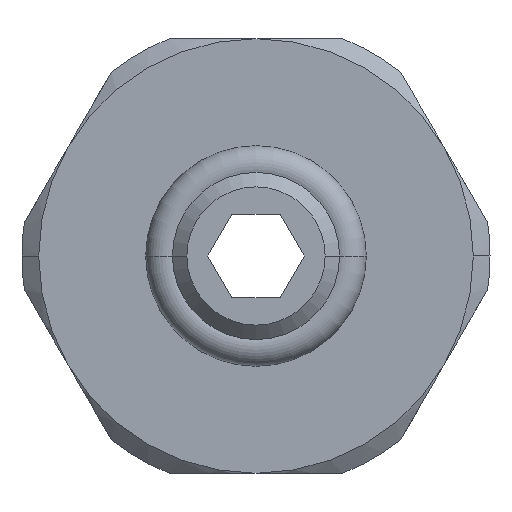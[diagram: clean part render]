
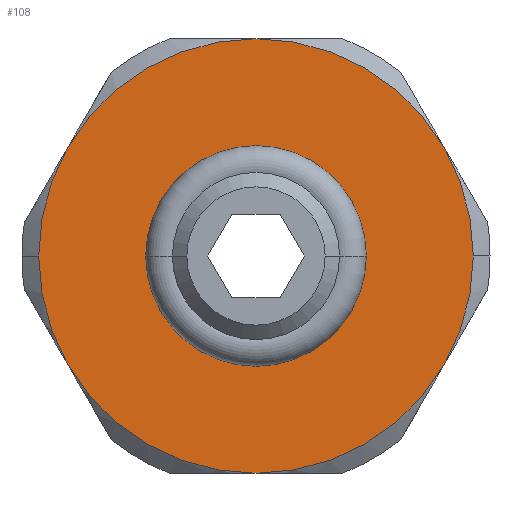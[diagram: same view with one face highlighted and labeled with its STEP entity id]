
A CAD part, front view. The second image highlights one B-rep face of the part: STEP entity #108.
In plain terms, the highlighted planar face has unit normal (0, -1, 0).
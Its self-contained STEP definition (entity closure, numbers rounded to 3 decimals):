
#108=ADVANCED_FACE('',(#251,#252),#253,.F.);
#251=FACE_BOUND('',#411,.T.);
#252=FACE_OUTER_BOUND('',#412,.T.);
#253=PLANE('',#413);
#411=EDGE_LOOP('',(#917,#918,#919));
#412=EDGE_LOOP('',(#920,#921,#922,#923,#924,#925,#926,#927));
#413=AXIS2_PLACEMENT_3D('',#928,#929,#930);
#917=ORIENTED_EDGE('',*,*,#1118,.T.);
#918=ORIENTED_EDGE('',*,*,#1117,.T.);
#919=ORIENTED_EDGE('',*,*,#1119,.T.);
#920=ORIENTED_EDGE('',*,*,#1185,.F.);
#921=ORIENTED_EDGE('',*,*,#1182,.F.);
#922=ORIENTED_EDGE('',*,*,#1179,.F.);
#923=ORIENTED_EDGE('',*,*,#1092,.F.);
#924=ORIENTED_EDGE('',*,*,#1177,.F.);
#925=ORIENTED_EDGE('',*,*,#1193,.F.);
#926=ORIENTED_EDGE('',*,*,#1086,.F.);
#927=ORIENTED_EDGE('',*,*,#1188,.F.);
#928=CARTESIAN_POINT('',(0.,0.0,0.));
#929=DIRECTION('',(0.0,1.0,0.0));
#930=DIRECTION('',(0.0,0.0,1.0));
#1086=EDGE_CURVE('',#1311,#1314,#1315,.T.);
#1092=EDGE_CURVE('',#1324,#1320,#1326,.T.);
#1117=EDGE_CURVE('',#1363,#1367,#1369,.T.);
#1118=EDGE_CURVE('',#1370,#1363,#1371,.T.);
#1119=EDGE_CURVE('',#1367,#1370,#1372,.T.);
#1177=EDGE_CURVE('',#1466,#1324,#1468,.T.);
#1179=EDGE_CURVE('',#1320,#1470,#1471,.T.);
#1182=EDGE_CURVE('',#1470,#1474,#1475,.T.);
#1185=EDGE_CURVE('',#1474,#1478,#1479,.T.);
#1188=EDGE_CURVE('',#1478,#1311,#1482,.T.);
#1193=EDGE_CURVE('',#1314,#1466,#1487,.T.);
#1311=VERTEX_POINT('',#1643);
#1314=VERTEX_POINT('',#1647);
#1315=CIRCLE('',#1648,6.5);
#1320=VERTEX_POINT('',#1664);
#1324=VERTEX_POINT('',#1669);
#1326=CIRCLE('',#1682,6.5);
#1363=VERTEX_POINT('',#1733);
#1367=VERTEX_POINT('',#1737);
#1369=CIRCLE('',#1739,3.3);
#1370=VERTEX_POINT('',#1740);
#1371=CIRCLE('',#1741,3.3);
#1372=CIRCLE('',#1742,3.3);
#1466=VERTEX_POINT('',#1864);
#1468=CIRCLE('',#1877,6.5);
#1470=VERTEX_POINT('',#1890);
#1471=CIRCLE('',#1891,6.5);
#1474=VERTEX_POINT('',#1916);
#1475=CIRCLE('',#1917,6.5);
#1478=VERTEX_POINT('',#1942);
#1479=CIRCLE('',#1943,6.5);
#1482=CIRCLE('',#1968,6.5);
#1487=CIRCLE('',#2017,6.5);
#1643=CARTESIAN_POINT('',(6.5,0.0,0.));
#1647=CARTESIAN_POINT('',(5.629,0.0,-3.25));
#1648=AXIS2_PLACEMENT_3D('',#2245,#2246,#2247);
#1664=CARTESIAN_POINT('',(-6.5,0.0,0.));
#1669=CARTESIAN_POINT('',(-5.629,0.0,-3.25));
#1682=AXIS2_PLACEMENT_3D('',#2255,#2256,#2257);
#1733=CARTESIAN_POINT('',(3.3,0.0,0.));
#1737=CARTESIAN_POINT('',(-3.3,0.0,0.));
#1739=AXIS2_PLACEMENT_3D('',#2302,#2303,#2304);
#1740=CARTESIAN_POINT('',(0.,0.0,3.3));
#1741=AXIS2_PLACEMENT_3D('',#2305,#2306,#2307);
#1742=AXIS2_PLACEMENT_3D('',#2308,#2309,#2310);
#1864=CARTESIAN_POINT('',(0.0,0.0,-6.5));
#1877=AXIS2_PLACEMENT_3D('',#2423,#2424,#2425);
#1890=CARTESIAN_POINT('',(-5.629,0.0,3.25));
#1891=AXIS2_PLACEMENT_3D('',#2426,#2427,#2428);
#1916=CARTESIAN_POINT('',(0.,0.0,6.5));
#1917=AXIS2_PLACEMENT_3D('',#2429,#2430,#2431);
#1942=CARTESIAN_POINT('',(5.629,0.0,3.25));
#1943=AXIS2_PLACEMENT_3D('',#2432,#2433,#2434);
#1968=AXIS2_PLACEMENT_3D('',#2435,#2436,#2437);
#2017=AXIS2_PLACEMENT_3D('',#2438,#2439,#2440);
#2245=CARTESIAN_POINT('',(0.0,0.0,0.0));
#2246=DIRECTION('',(-0.0,1.0,0.0));
#2247=DIRECTION('',(1.0,0.0,0.0));
#2255=CARTESIAN_POINT('',(0.0,0.0,0.0));
#2256=DIRECTION('',(-0.0,1.0,0.0));
#2257=DIRECTION('',(1.0,0.0,0.0));
#2302=CARTESIAN_POINT('',(0.0,0.0,0.0));
#2303=DIRECTION('',(0.0,1.0,0.0));
#2304=DIRECTION('',(0.0,0.0,-1.0));
#2305=CARTESIAN_POINT('',(0.0,0.0,0.0));
#2306=DIRECTION('',(0.0,1.0,0.0));
#2307=DIRECTION('',(0.0,0.0,-1.0));
#2308=CARTESIAN_POINT('',(0.0,0.0,0.0));
#2309=DIRECTION('',(0.0,1.0,0.0));
#2310=DIRECTION('',(0.0,0.0,-1.0));
#2423=CARTESIAN_POINT('',(0.0,0.0,0.0));
#2424=DIRECTION('',(-0.0,1.0,0.0));
#2425=DIRECTION('',(1.0,0.0,0.0));
#2426=CARTESIAN_POINT('',(0.0,0.0,0.0));
#2427=DIRECTION('',(-0.0,1.0,0.0));
#2428=DIRECTION('',(1.0,0.0,0.0));
#2429=CARTESIAN_POINT('',(0.0,0.0,0.0));
#2430=DIRECTION('',(-0.0,1.0,0.0));
#2431=DIRECTION('',(1.0,0.0,0.0));
#2432=CARTESIAN_POINT('',(0.0,0.0,0.0));
#2433=DIRECTION('',(-0.0,1.0,0.0));
#2434=DIRECTION('',(1.0,0.0,0.0));
#2435=CARTESIAN_POINT('',(0.0,0.0,0.0));
#2436=DIRECTION('',(-0.0,1.0,0.0));
#2437=DIRECTION('',(1.0,0.0,0.0));
#2438=CARTESIAN_POINT('',(0.0,0.0,0.0));
#2439=DIRECTION('',(-0.0,1.0,0.0));
#2440=DIRECTION('',(1.0,0.0,0.0));
